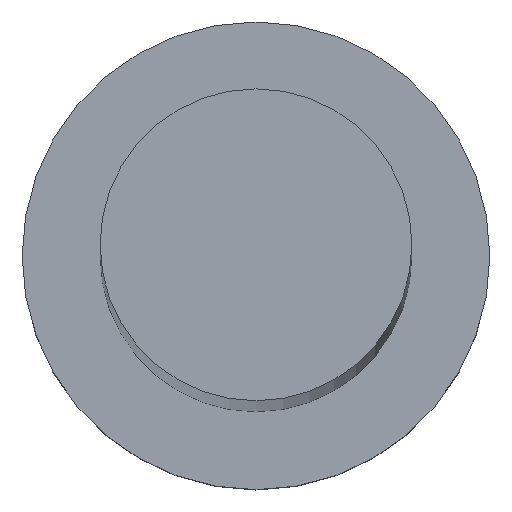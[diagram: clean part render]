
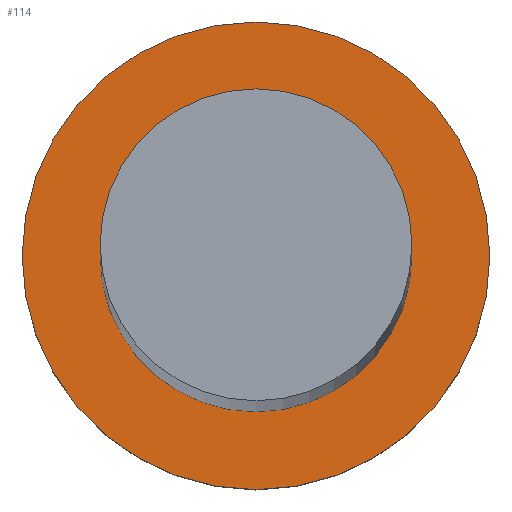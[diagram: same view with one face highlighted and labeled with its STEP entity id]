
A CAD part, top view. The second image highlights one B-rep face of the part: STEP entity #114.
In plain terms, the highlighted planar face has unit normal (0, 0, 1).
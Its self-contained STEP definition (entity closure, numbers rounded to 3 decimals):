
#5 = EDGE_CURVE ( 'NONE', #248, #198, #237, .T. ) ;
#9 = DIRECTION ( 'NONE',  ( 0., 0., 1. ) ) ;
#12 = CARTESIAN_POINT ( 'NONE',  ( 9., 0., 6.5 ) ) ;
#29 = ORIENTED_EDGE ( 'NONE', *, *, #69, .T. ) ;
#38 = CIRCLE ( 'NONE', #115, 6. ) ;
#39 = DIRECTION ( 'NONE',  ( 0., 0., 1. ) ) ;
#46 = PLANE ( 'NONE',  #144 ) ;
#51 = FACE_BOUND ( 'NONE', #235, .T. ) ;
#53 = DIRECTION ( 'NONE',  ( 1., 0., 0. ) ) ;
#67 = AXIS2_PLACEMENT_3D ( 'NONE', #71, #231, #92 ) ;
#69 = EDGE_CURVE ( 'NONE', #198, #248, #86, .T. ) ;
#71 = CARTESIAN_POINT ( 'NONE',  ( 0., 0., 6.5 ) ) ;
#84 = DIRECTION ( 'NONE',  ( 1., 0., 0. ) ) ;
#86 = CIRCLE ( 'NONE', #102, 9. ) ;
#87 = CARTESIAN_POINT ( 'NONE',  ( 0., 0., 6.5 ) ) ;
#90 = VERTEX_POINT ( 'NONE', #226 ) ;
#92 = DIRECTION ( 'NONE',  ( 1., 0., 0. ) ) ;
#96 = EDGE_CURVE ( 'NONE', #225, #90, #179, .T. ) ;
#97 = CARTESIAN_POINT ( 'NONE',  ( 6., 0., 6.5 ) ) ;
#102 = AXIS2_PLACEMENT_3D ( 'NONE', #242, #9, #53 ) ;
#114 = ADVANCED_FACE ( 'NONE', ( #51, #167 ), #46, .T. ) ;
#115 = AXIS2_PLACEMENT_3D ( 'NONE', #191, #173, #84 ) ;
#127 = CARTESIAN_POINT ( 'NONE',  ( 0., 0., 6.5 ) ) ;
#130 = CARTESIAN_POINT ( 'NONE',  ( -9., 0., 6.5 ) ) ;
#144 = AXIS2_PLACEMENT_3D ( 'NONE', #127, #210, #205 ) ;
#167 = FACE_OUTER_BOUND ( 'NONE', #223, .T. ) ;
#173 = DIRECTION ( 'NONE',  ( 0., 0., 1. ) ) ;
#178 = ORIENTED_EDGE ( 'NONE', *, *, #96, .F. ) ;
#179 = CIRCLE ( 'NONE', #67, 6. ) ;
#188 = ORIENTED_EDGE ( 'NONE', *, *, #5, .T. ) ;
#191 = CARTESIAN_POINT ( 'NONE',  ( 0., 0., 6.5 ) ) ;
#197 = DIRECTION ( 'NONE',  ( 1., 0., 0. ) ) ;
#198 = VERTEX_POINT ( 'NONE', #130 ) ;
#205 = DIRECTION ( 'NONE',  ( 1., 0., 0. ) ) ;
#210 = DIRECTION ( 'NONE',  ( 0., 0., 1. ) ) ;
#221 = ORIENTED_EDGE ( 'NONE', *, *, #254, .F. ) ;
#223 = EDGE_LOOP ( 'NONE', ( #29, #188 ) ) ;
#225 = VERTEX_POINT ( 'NONE', #97 ) ;
#226 = CARTESIAN_POINT ( 'NONE',  ( -6., 0., 6.5 ) ) ;
#231 = DIRECTION ( 'NONE',  ( 0., 0., 1. ) ) ;
#235 = EDGE_LOOP ( 'NONE', ( #221, #178 ) ) ;
#237 = CIRCLE ( 'NONE', #243, 9. ) ;
#242 = CARTESIAN_POINT ( 'NONE',  ( 0., 0., 6.5 ) ) ;
#243 = AXIS2_PLACEMENT_3D ( 'NONE', #87, #39, #197 ) ;
#248 = VERTEX_POINT ( 'NONE', #12 ) ;
#254 = EDGE_CURVE ( 'NONE', #90, #225, #38, .T. ) ;
